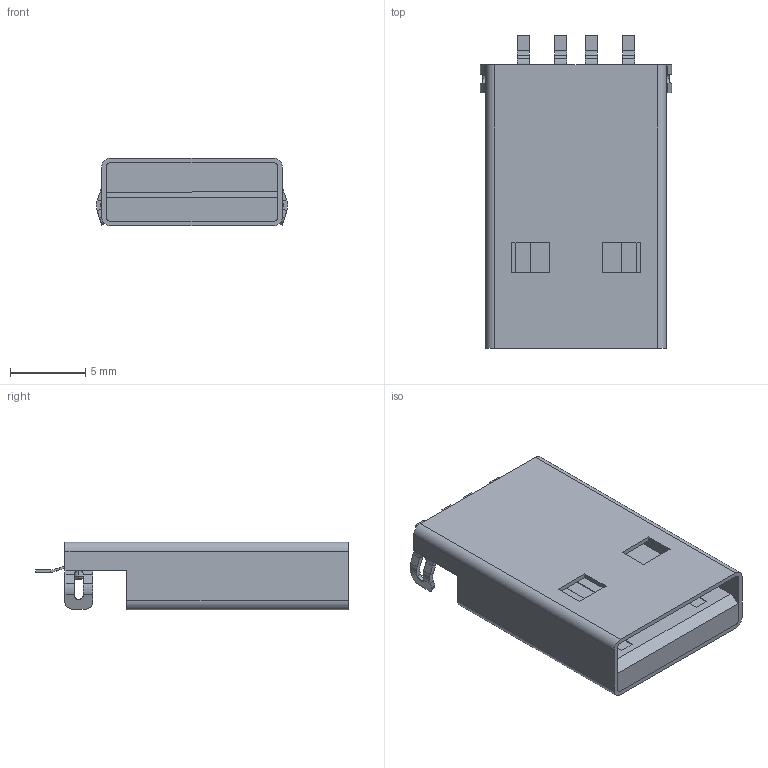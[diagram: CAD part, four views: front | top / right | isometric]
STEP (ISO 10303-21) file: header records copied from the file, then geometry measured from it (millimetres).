
FILE_DESCRIPTION (( 'STEP AP214' ), '1' );
FILE_NAME ('USB-A-SMD_4P-L12.0-W18.8-H4.5-LS12.8.step', '2022-07-15T08:02:27', ( '' ), ( '' ), 'SwSTEP 2.0', 'SolidWorks 2020', '' );
FILE_SCHEMA (( 'AUTOMOTIVE_DESIGN' ));
Length unit declared in the file: millimetre
Products named in the file (1): USB-A-SMD_4P-L12.0-W18.8-H4.5-LS12.8
Bounding box: 12.69 x 20.75 x 4.5 mm (x, y, z)
Volume: 609.9 mm3; surface area: 1726.2 mm2
Topology: 2 solids, 2 shells, 587 faces, 1512 edges, 952 vertices
Faces by surface type: plane 397, bspline 112, cylinder 74, torus 4
Entity records: 25242 total; most frequent: CARTESIAN_POINT 5244, ORIENTED_EDGE 3024, DIRECTION 2348, EDGE_CURVE 1512, LINE 1124, VECTOR 1124, VERTEX_POINT 952, EDGE_LOOP 624
